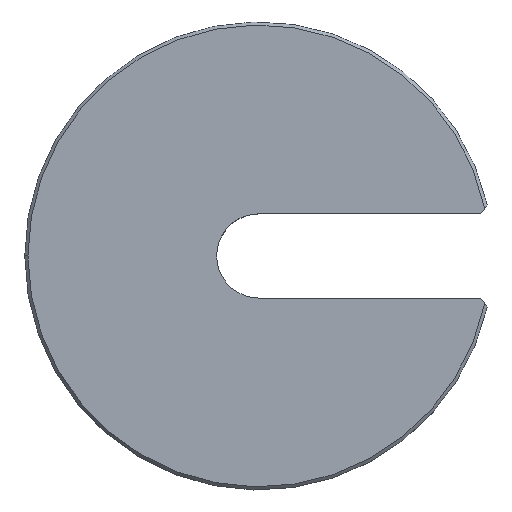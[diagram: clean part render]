
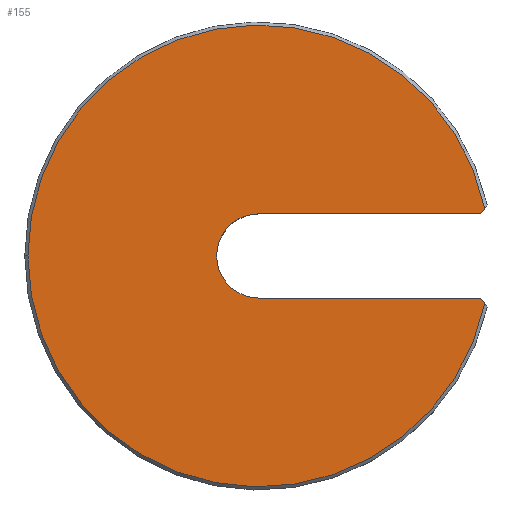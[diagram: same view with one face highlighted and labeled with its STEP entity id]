
A CAD part, top view. The second image highlights one B-rep face of the part: STEP entity #155.
In plain terms, the highlighted planar face has unit normal (0, 0, 1).
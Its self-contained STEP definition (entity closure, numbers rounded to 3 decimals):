
#65 = ORIENTED_EDGE ( 'NONE', *, *, #230, .T. ) ;
#66 = VERTEX_POINT ( 'NONE', #388 ) ;
#67 = ORIENTED_EDGE ( 'NONE', *, *, #161, .T. ) ;
#70 = VERTEX_POINT ( 'NONE', #286 ) ;
#134 = VERTEX_POINT ( 'NONE', #507 ) ;
#135 = ORIENTED_EDGE ( 'NONE', *, *, #136, .F. ) ;
#136 = EDGE_CURVE ( 'NONE', #148, #134, #522, .T. ) ;
#146 = VERTEX_POINT ( 'NONE', #462 ) ;
#148 = VERTEX_POINT ( 'NONE', #447 ) ;
#149 = EDGE_LOOP ( 'NONE', ( #157, #156, #159, #65, #67, #162, #135 ) ) ;
#152 = VERTEX_POINT ( 'NONE', #452 ) ;
#154 = EDGE_CURVE ( 'NONE', #70, #148, #454, .T. ) ;
#155 = ADVANCED_FACE ( 'NONE', ( #441 ), #489, .T. ) ;
#156 = ORIENTED_EDGE ( 'NONE', *, *, #158, .T. ) ;
#157 = ORIENTED_EDGE ( 'NONE', *, *, #154, .F. ) ;
#158 = EDGE_CURVE ( 'NONE', #70, #146, #472, .T. ) ;
#159 = ORIENTED_EDGE ( 'NONE', *, *, #160, .T. ) ;
#160 = EDGE_CURVE ( 'NONE', #146, #231, #528, .T. ) ;
#161 = EDGE_CURVE ( 'NONE', #152, #66, #471, .T. ) ;
#162 = ORIENTED_EDGE ( 'NONE', *, *, #163, .F. ) ;
#163 = EDGE_CURVE ( 'NONE', #134, #66, #413, .T. ) ;
#230 = EDGE_CURVE ( 'NONE', #231, #152, #419, .T. ) ;
#231 = VERTEX_POINT ( 'NONE', #403 ) ;
#286 = CARTESIAN_POINT ( 'NONE',  ( 35.599, 6.747, 0. ) ) ;
#388 = CARTESIAN_POINT ( 'NONE',  ( 35.599, -6.747, 0. ) ) ;
#403 = CARTESIAN_POINT ( 'NONE',  ( -37., 0., 0. ) ) ;
#404 = DIRECTION ( 'NONE',  ( 1., 0., 0. ) ) ;
#405 = DIRECTION ( 'NONE',  ( 0., 0., 1. ) ) ;
#406 = CARTESIAN_POINT ( 'NONE',  ( 0., 0., 0. ) ) ;
#410 = DIRECTION ( 'NONE',  ( 1., 0., 0. ) ) ;
#411 = VECTOR ( 'NONE', #410, 1000. ) ;
#412 = CARTESIAN_POINT ( 'NONE',  ( 37.5, -6.747, 0. ) ) ;
#413 = LINE ( 'NONE', #412, #411 ) ;
#415 = AXIS2_PLACEMENT_3D ( 'NONE', #406, #405, #404 ) ;
#416 = DIRECTION ( 'NONE',  ( -0.568, 0.823, 0. ) ) ;
#417 = VECTOR ( 'NONE', #416, 1000. ) ;
#418 = CARTESIAN_POINT ( 'NONE',  ( 20.945, 14.468, 0. ) ) ;
#419 = CIRCLE ( 'NONE', #415, 37. ) ;
#420 = DIRECTION ( 'NONE',  ( 1., 0., 0. ) ) ;
#421 = DIRECTION ( 'NONE',  ( 0., 0., 1. ) ) ;
#422 = CARTESIAN_POINT ( 'NONE',  ( 0., 0., 0. ) ) ;
#425 = DIRECTION ( 'NONE',  ( 0.568, 0.823, 0. ) ) ;
#426 = VECTOR ( 'NONE', #425, 1000. ) ;
#427 = CARTESIAN_POINT ( 'NONE',  ( 20.945, -14.468, 0. ) ) ;
#428 = AXIS2_PLACEMENT_3D ( 'NONE', #475, #474, #473 ) ;
#441 = FACE_OUTER_BOUND ( 'NONE', #149, .T. ) ;
#442 = AXIS2_PLACEMENT_3D ( 'NONE', #422, #421, #420 ) ;
#447 = CARTESIAN_POINT ( 'NONE',  ( 0., 6.747, 0. ) ) ;
#452 = CARTESIAN_POINT ( 'NONE',  ( 36.206, -7.625, 0. ) ) ;
#453 = CARTESIAN_POINT ( 'NONE',  ( 0., 6.747, 0. ) ) ;
#454 = LINE ( 'NONE', #453, #491 ) ;
#462 = CARTESIAN_POINT ( 'NONE',  ( 36.206, 7.625, 0. ) ) ;
#468 = DIRECTION ( 'NONE',  ( 1., 0., 0. ) ) ;
#469 = DIRECTION ( 'NONE',  ( 0., 0., 1. ) ) ;
#470 = CARTESIAN_POINT ( 'NONE',  ( 0., 0., 0. ) ) ;
#471 = LINE ( 'NONE', #418, #417 ) ;
#472 = LINE ( 'NONE', #427, #426 ) ;
#473 = DIRECTION ( 'NONE',  ( 1., 0., 0. ) ) ;
#474 = DIRECTION ( 'NONE',  ( 0., 0., 1. ) ) ;
#475 = CARTESIAN_POINT ( 'NONE',  ( 0., 0., 0. ) ) ;
#489 = PLANE ( 'NONE',  #428 ) ;
#490 = DIRECTION ( 'NONE',  ( -1., 0., 0. ) ) ;
#491 = VECTOR ( 'NONE', #490, 1000. ) ;
#493 = AXIS2_PLACEMENT_3D ( 'NONE', #470, #469, #468 ) ;
#507 = CARTESIAN_POINT ( 'NONE',  ( 0., -6.747, 0. ) ) ;
#522 = CIRCLE ( 'NONE', #493, 6.747 ) ;
#528 = CIRCLE ( 'NONE', #442, 37. ) ;
